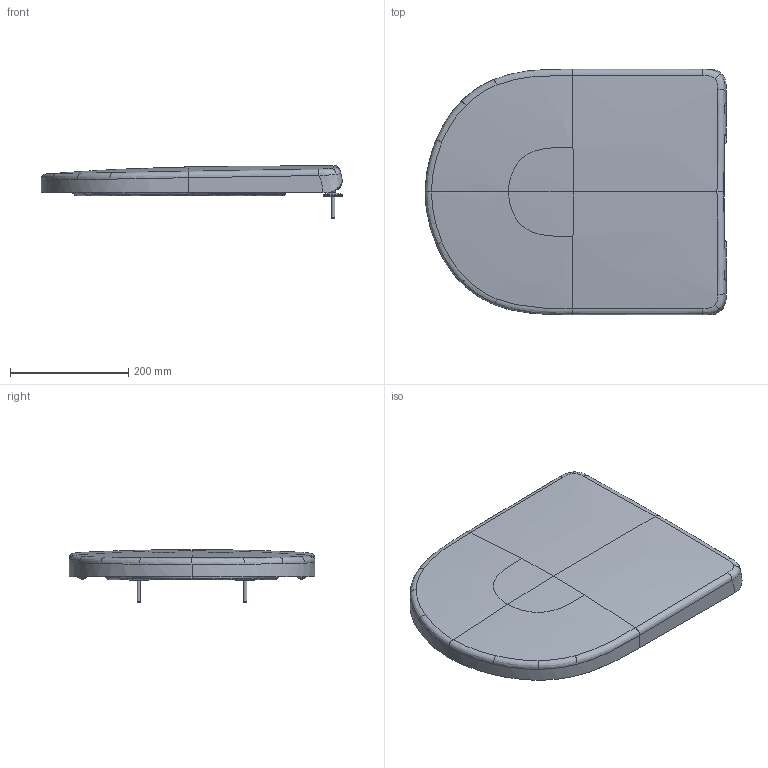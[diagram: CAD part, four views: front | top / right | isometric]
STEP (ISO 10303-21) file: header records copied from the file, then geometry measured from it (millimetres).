
FILE_DESCRIPTION(/* description */ (''),/* implementation_level */ '2;1');
FILE_NAME(/* name */ '9M8361_WCS.stp',/* time_stamp */ '2021-11-10T08:55:18+01:00',/* author */ (''),/* organization */ (''),/* preprocessor_version */ 'ST-DEVELOPER v18.1',/* originating_system */ 'SIEMENS PLM Software NX 1973',/* authorisation */ '');
FILE_SCHEMA (('AUTOMOTIVE_DESIGN { 1 0 10303 214 3 1 1 1 }'));
Products named in the file (1): Muel5B48A3A8cdtz
Bounding box: 510.5 x 416 x 89.3 mm (x, y, z)
Volume: 2140730.9 mm3; surface area: 794327.3 mm2
Topology: 10 solids, 10 shells, 620 faces, 1530 edges, 946 vertices
Faces by surface type: bspline 490, plane 68, cylinder 36, cone 16, torus 8, sphere 2
Full cylindrical faces by diameter (mm): 6 x4, 6.2 x2, 7 x2, 7.02 x2, 7.2 x4, 12 x2, 20 x2, 21 x2, 32 x2, 33 x2
Entity records: 50487 total; most frequent: CARTESIAN_POINT 40247, ORIENTED_EDGE 2912, EDGE_CURVE 1456, B_SPLINE_CURVE_WITH_KNOTS 1316, VERTEX_POINT 927, EDGE_LOOP 701, ADVANCED_FACE 620, FACE_OUTER_BOUND 541
